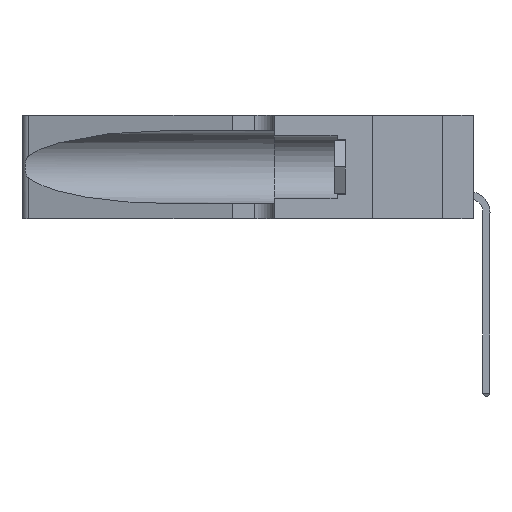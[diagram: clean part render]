
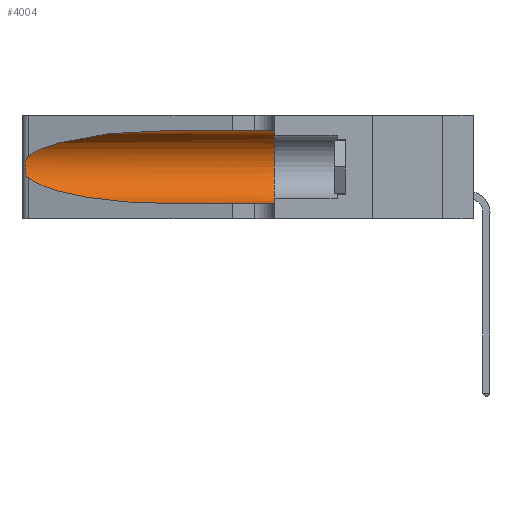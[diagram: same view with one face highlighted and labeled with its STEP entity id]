
A CAD part, left-side view. The second image highlights one B-rep face of the part: STEP entity #4004.
In plain terms, the highlighted cylindrical face has radius 3.308 mm (diameter 6.617 mm), a partial arc.
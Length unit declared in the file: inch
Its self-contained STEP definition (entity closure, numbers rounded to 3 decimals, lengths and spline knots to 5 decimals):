
#764 = EDGE_CURVE ( 'NONE', #2122, #17788, #2704, .T. ) ;
#804 = EDGE_CURVE ( 'NONE', #5923, #12961, #12257, .T. ) ;
#924 = CARTESIAN_POINT ( 'NONE',  ( 0.26018, 1.23835, 0.19895 ) ) ;
#1078 = CARTESIAN_POINT ( 'NONE',  ( 0.25639, 1.23184, 0.21858 ) ) ;
#1167 = CARTESIAN_POINT ( 'NONE',  ( 0.25487, 1.22718, 0.22369 ) ) ;
#1417 = CARTESIAN_POINT ( 'NONE',  ( 0.1305, 0.72297, 0.31525 ) ) ;
#1841 = EDGE_CURVE ( 'NONE', #17788, #21745, #14911, .T. ) ;
#2122 = VERTEX_POINT ( 'NONE', #20123 ) ;
#2465 = CARTESIAN_POINT ( 'NONE',  ( 0.1305, 1.61858, 0.31525 ) ) ;
#2547 = DIRECTION ( 'NONE',  ( 0., -1., 0. ) ) ;
#2603 = DIRECTION ( 'NONE',  ( 0., -1., 0. ) ) ;
#2704 = LINE ( 'NONE', #2465, #15814 ) ;
#2889 = CARTESIAN_POINT ( 'NONE',  ( 0.25487, 1.22718, 0.22369 ) ) ;
#3045 = CARTESIAN_POINT ( 'NONE',  ( 0.25787, 1.23484, 0.2124 ) ) ;
#3556 = CYLINDRICAL_SURFACE ( 'NONE', #8012, 0.13025 ) ;
#3882 = CARTESIAN_POINT ( 'NONE',  ( 0.1305, 0.35, 0.31525 ) ) ;
#4004 = ADVANCED_FACE ( 'NONE', ( #14972 ), #3556, .F. ) ;
#4430 = CARTESIAN_POINT ( 'NONE',  ( 0.2373, 1.15595, 0.08982 ) ) ;
#4898 = CARTESIAN_POINT ( 'NONE',  ( 0.25555, 1.22993, 0.14849 ) ) ;
#5400 = CARTESIAN_POINT ( 'NONE',  ( 0.1305, 0.72297, 0.05475 ) ) ;
#5923 = VERTEX_POINT ( 'NONE', #6081 ) ;
#6081 = CARTESIAN_POINT ( 'NONE',  ( 0.25487, 1.22718, 0.22369 ) ) ;
#6130 = CARTESIAN_POINT ( 'NONE',  ( 0.1305, 1.61858, 0.185 ) ) ;
#6377 = ORIENTED_EDGE ( 'NONE', *, *, #764, .F. ) ;
#6448 = CARTESIAN_POINT ( 'NONE',  ( 0.25487, 1.22718, 0.14631 ) ) ;
#6451 = CARTESIAN_POINT ( 'NONE',  ( 0.25487, 1.22718, 0.14631 ) ) ;
#6507 = ORIENTED_EDGE ( 'NONE', *, *, #18124, .T. ) ;
#6533 = CARTESIAN_POINT ( 'NONE',  ( 0.26017, 1.23833, 0.17102 ) ) ;
#6616 = EDGE_CURVE ( 'NONE', #2122, #5923, #19431, .T. ) ;
#7732 = CARTESIAN_POINT ( 'NONE',  ( 0.1305, 0.35, 0.185 ) ) ;
#7942 = CARTESIAN_POINT ( 'NONE',  ( 0.1305, 0.35, 0.05475 ) ) ;
#8012 = AXIS2_PLACEMENT_3D ( 'NONE', #6130, #8246, #19095 ) ;
#8246 = DIRECTION ( 'NONE',  ( 0., -1., 0. ) ) ;
#8319 = CARTESIAN_POINT ( 'NONE',  ( 0.18966, 0.96281, 0.05475 ) ) ;
#10178 = CARTESIAN_POINT ( 'NONE',  ( 0.25555, 1.22994, 0.2215 ) ) ;
#10354 = CARTESIAN_POINT ( 'NONE',  ( 0.2373, 1.15595, 0.28018 ) ) ;
#10419 = EDGE_CURVE ( 'NONE', #12961, #13567, #22353, .T. ) ;
#11248 = ORIENTED_EDGE ( 'NONE', *, *, #6616, .T. ) ;
#12099 = CARTESIAN_POINT ( 'NONE',  ( 0.26075, 1.23896, 0.178 ) ) ;
#12240 = CARTESIAN_POINT ( 'NONE',  ( 0.25789, 1.23486, 0.15765 ) ) ;
#12257 = B_SPLINE_CURVE_WITH_KNOTS ( 'NONE', 3,
 ( #2889, #10178, #1078, #3045, #12309, #924, #17731, #12099, #6533, #23345, #12240, #16081, #4898, #6448 ),
 .UNSPECIFIED., .F., .F.,
 ( 4, 2, 2, 2, 2, 2, 4 ),
 ( 0., 0.00027, 0.00053, 0.00107, 0.0016, 0.00187, 0.00214 ),
 .UNSPECIFIED. ) ;
#12309 = CARTESIAN_POINT ( 'NONE',  ( 0.25854, 1.2359, 0.20912 ) ) ;
#12723 = ORIENTED_EDGE ( 'NONE', *, *, #1841, .F. ) ;
#12961 = VERTEX_POINT ( 'NONE', #23186 ) ;
#13248 = ORIENTED_EDGE ( 'NONE', *, *, #10419, .T. ) ;
#13567 = VERTEX_POINT ( 'NONE', #5400 ) ;
#14080 = AXIS2_PLACEMENT_3D ( 'NONE', #7732, #22619, #19000 ) ;
#14911 = CIRCLE ( 'NONE', #14080, 0.13025 ) ;
#14972 = FACE_OUTER_BOUND ( 'NONE', #22414, .T. ) ;
#15556 = CARTESIAN_POINT ( 'NONE',  ( 0.1305, 1.61858, 0.05475 ) ) ;
#15814 = VECTOR ( 'NONE', #2547, 39.37008 ) ;
#16081 = CARTESIAN_POINT ( 'NONE',  ( 0.25639, 1.23186, 0.15144 ) ) ;
#16916 = VECTOR ( 'NONE', #2603, 39.37008 ) ;
#17331 = ORIENTED_EDGE ( 'NONE', *, *, #804, .T. ) ;
#17731 = CARTESIAN_POINT ( 'NONE',  ( 0.26075, 1.23896, 0.19203 ) ) ;
#17788 = VERTEX_POINT ( 'NONE', #3882 ) ;
#18124 = EDGE_CURVE ( 'NONE', #13567, #21745, #19799, .T. ) ;
#19000 = DIRECTION ( 'NONE',  ( 0., 0., 1. ) ) ;
#19095 = DIRECTION ( 'NONE',  ( 0., 0., -1. ) ) ;
#19431 =( BOUNDED_CURVE ( )  B_SPLINE_CURVE ( 3, ( #1417, #21743, #10354, #1167 ),
 .UNSPECIFIED., .F., .T. ) 
 B_SPLINE_CURVE_WITH_KNOTS ( ( 4, 4 ),
 ( 1.5708, 2.84003 ),
 .UNSPECIFIED. ) 
 CURVE ( )  GEOMETRIC_REPRESENTATION_ITEM ( )  RATIONAL_B_SPLINE_CURVE ( ( 1., 0.87, 0.87, 1. ) ) 
 REPRESENTATION_ITEM ( '' )  );
#19799 = LINE ( 'NONE', #15556, #16916 ) ;
#20123 = CARTESIAN_POINT ( 'NONE',  ( 0.1305, 0.72297, 0.31525 ) ) ;
#21743 = CARTESIAN_POINT ( 'NONE',  ( 0.18966, 0.96281, 0.31525 ) ) ;
#21745 = VERTEX_POINT ( 'NONE', #7942 ) ;
#22353 =( BOUNDED_CURVE ( )  B_SPLINE_CURVE ( 3, ( #6451, #4430, #8319, #23202 ),
 .UNSPECIFIED., .F., .T. ) 
 B_SPLINE_CURVE_WITH_KNOTS ( ( 4, 4 ),
 ( 3.44316, 4.71239 ),
 .UNSPECIFIED. ) 
 CURVE ( )  GEOMETRIC_REPRESENTATION_ITEM ( )  RATIONAL_B_SPLINE_CURVE ( ( 1., 0.87, 0.87, 1. ) ) 
 REPRESENTATION_ITEM ( '' )  );
#22414 = EDGE_LOOP ( 'NONE', ( #11248, #17331, #13248, #6507, #12723, #6377 ) ) ;
#22619 = DIRECTION ( 'NONE',  ( 0., 1., 0. ) ) ;
#23186 = CARTESIAN_POINT ( 'NONE',  ( 0.25487, 1.22718, 0.14631 ) ) ;
#23202 = CARTESIAN_POINT ( 'NONE',  ( 0.1305, 0.72297, 0.05475 ) ) ;
#23345 = CARTESIAN_POINT ( 'NONE',  ( 0.25856, 1.23593, 0.16098 ) ) ;
